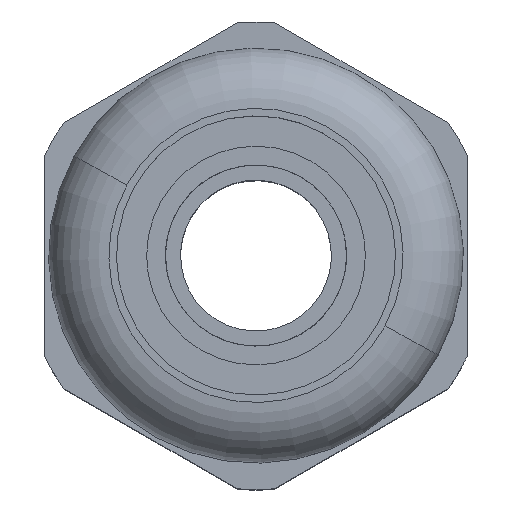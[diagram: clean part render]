
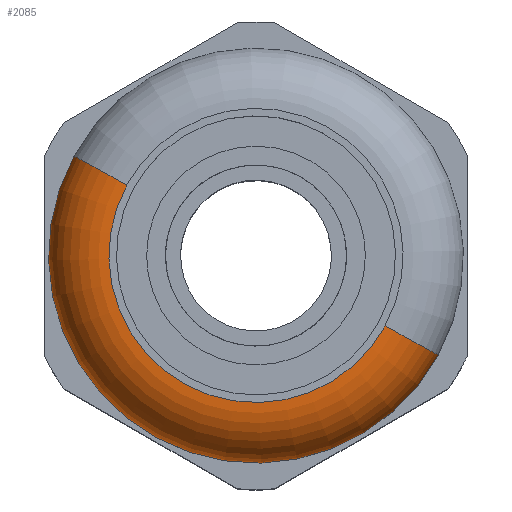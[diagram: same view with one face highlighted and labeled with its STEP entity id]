
A CAD part, top view. The second image highlights one B-rep face of the part: STEP entity #2085.
In plain terms, the highlighted toroidal (fillet/blend) face has major radius 9.75 mm and minor radius 4 mm.
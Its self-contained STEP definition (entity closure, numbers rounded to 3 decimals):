
#1997=AXIS2_PLACEMENT_3D('Circle Axis2P3D',#1995,#1996,$) ;
#2044=AXIS2_PLACEMENT_3D('Circle Axis2P3D',#2042,#2043,$) ;
#2058=AXIS2_PLACEMENT_3D('Circle Axis2P3D',#2056,#2057,$) ;
#2072=AXIS2_PLACEMENT_3D('Torus Axis2P3D',#2069,#2070,#2071) ;
#2076=AXIS2_PLACEMENT_3D('Circle Axis2P3D',#2074,#2075,$) ;
#1972=CARTESIAN_POINT('Vertex',(1.933,22.092,42.35)) ;
#1979=CARTESIAN_POINT('Vertex',(26.067,8.908,42.35)) ;
#1995=CARTESIAN_POINT('Axis2P3D Location',(14.,15.5,42.35)) ;
#2042=CARTESIAN_POINT('Axis2P3D Location',(5.444,20.174,42.35)) ;
#2046=CARTESIAN_POINT('Vertex',(5.444,20.174,46.35)) ;
#2053=CARTESIAN_POINT('Vertex',(22.556,10.826,46.35)) ;
#2056=CARTESIAN_POINT('Axis2P3D Location',(22.556,10.826,42.35)) ;
#2069=CARTESIAN_POINT('Axis2P3D Location',(14.,15.5,42.35)) ;
#2074=CARTESIAN_POINT('Axis2P3D Location',(14.,15.5,46.35)) ;
#1996=DIRECTION('Axis2P3D Direction',(0.,-0.,-1.)) ;
#2043=DIRECTION('Axis2P3D Direction',(-0.479,-0.878,-0.)) ;
#2057=DIRECTION('Axis2P3D Direction',(0.479,0.878,0.)) ;
#2070=DIRECTION('Axis2P3D Direction',(0.,0.,-1.)) ;
#2071=DIRECTION('Axis2P3D XDirection',(0.878,-0.479,0.)) ;
#2075=DIRECTION('Axis2P3D Direction',(0.,0.,-1.)) ;
#2080=ORIENTED_EDGE('',*,*,#1999,.F.) ;
#2081=ORIENTED_EDGE('',*,*,#2060,.T.) ;
#2082=ORIENTED_EDGE('',*,*,#2078,.T.) ;
#2083=ORIENTED_EDGE('',*,*,#2048,.F.) ;
#2085=ADVANCED_FACE('Hauptk\X2\00F6\X0\rper',(#2084),#2073,.T.) ;
#1998=CIRCLE('generated circle',#1997,13.75) ;
#2045=CIRCLE('generated circle',#2044,4.) ;
#2059=CIRCLE('generated circle',#2058,4.) ;
#2077=CIRCLE('generated circle',#2076,9.75) ;
#2073=TOROIDAL_SURFACE('homeo Torus',#2072,9.75,4.) ;
#1999=EDGE_CURVE('',#1980,#1973,#1998,.T.) ;
#2048=EDGE_CURVE('',#1973,#2047,#2045,.F.) ;
#2060=EDGE_CURVE('',#1980,#2054,#2059,.F.) ;
#2078=EDGE_CURVE('',#2054,#2047,#2077,.T.) ;
#2079=EDGE_LOOP('',(#2080,#2081,#2082,#2083)) ;
#2084=FACE_OUTER_BOUND('',#2079,.T.) ;
#1973=VERTEX_POINT('',#1972) ;
#1980=VERTEX_POINT('',#1979) ;
#2047=VERTEX_POINT('',#2046) ;
#2054=VERTEX_POINT('',#2053) ;
